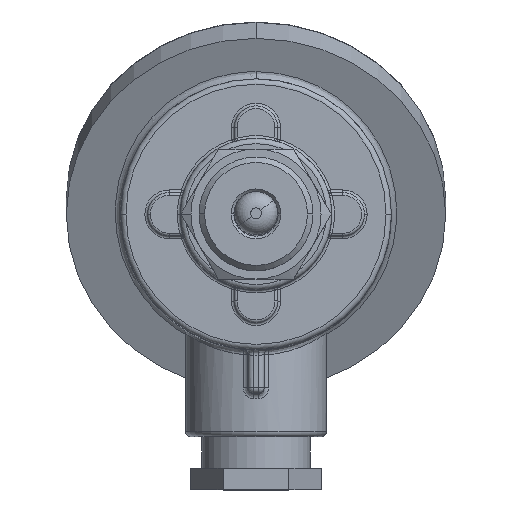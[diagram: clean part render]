
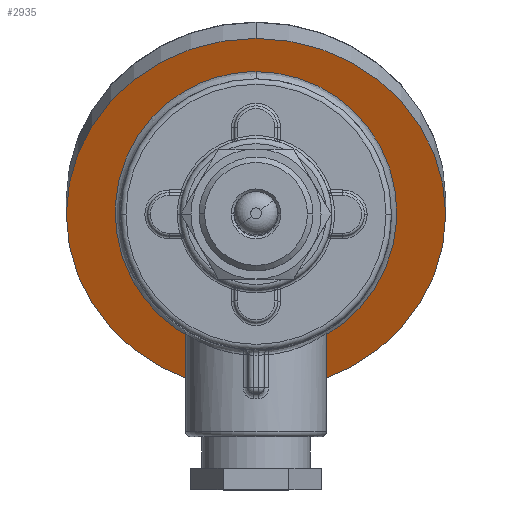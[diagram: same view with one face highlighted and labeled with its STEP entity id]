
A CAD part, top view. The second image highlights one B-rep face of the part: STEP entity #2935.
In plain terms, the highlighted planar face has unit normal (0, -0.371, 0.928).
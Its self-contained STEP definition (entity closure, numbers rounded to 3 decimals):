
#176 = EDGE_LOOP ( 'NONE', ( #2958, #9264 ) ) ;
#342 = EDGE_CURVE ( 'NONE', #5932, #10947, #1872, .T. ) ;
#910 = ORIENTED_EDGE ( 'NONE', *, *, #2071, .T. ) ;
#1668 = PLANE ( 'NONE',  #2267 ) ;
#1872 = CIRCLE ( 'NONE', #10277, 35. ) ;
#1903 = CARTESIAN_POINT ( 'NONE',  ( 0., 0., -63. ) ) ;
#2071 = EDGE_CURVE ( 'NONE', #9169, #5437, #3685, .T. ) ;
#2080 = CARTESIAN_POINT ( 'NONE',  ( 0., -25.629, -73.251 ) ) ;
#2267 = AXIS2_PLACEMENT_3D ( 'NONE', #1903, #9873, #2777 ) ;
#2671 = FACE_BOUND ( 'NONE', #8235, .T. ) ;
#2777 = DIRECTION ( 'NONE',  ( 0., 0.928, 0.371 ) ) ;
#2829 = CARTESIAN_POINT ( 'NONE',  ( 0., 26.371, -52.451 ) ) ;
#2935 = ADVANCED_FACE ( 'NONE', ( #2671, #7215 ), #1668, .F. ) ;
#2958 = ORIENTED_EDGE ( 'NONE', *, *, #10951, .F. ) ;
#3284 = DIRECTION ( 'NONE',  ( 0., 0.928, 0.371 ) ) ;
#3685 =( BOUNDED_CURVE ( )  B_SPLINE_CURVE ( 3, ( #9342, #9294, #9467, #10410 ),
 .UNSPECIFIED., .F., .T. ) 
 B_SPLINE_CURVE_WITH_KNOTS ( ( 4, 4 ),
 ( 3.142, 6.283 ),
 .UNSPECIFIED. ) 
 CURVE ( )  GEOMETRIC_REPRESENTATION_ITEM ( )  RATIONAL_B_SPLINE_CURVE ( ( 1., 0.333, 0.333, 1. ) ) 
 REPRESENTATION_ITEM ( '' )  );
#3709 = CARTESIAN_POINT ( 'NONE',  ( 0., 32.497, -50.001 ) ) ;
#3716 = CARTESIAN_POINT ( 'NONE',  ( 0., -25.629, -73.251 ) ) ;
#4771 = EDGE_CURVE ( 'NONE', #5437, #9169, #7888, .T. ) ;
#4863 = CARTESIAN_POINT ( 'NONE',  ( 0., 0., -63. ) ) ;
#5437 = VERTEX_POINT ( 'NONE', #2080 ) ;
#5932 = VERTEX_POINT ( 'NONE', #7332 ) ;
#6304 = CARTESIAN_POINT ( 'NONE',  ( -52., 26.371, -52.451 ) ) ;
#6348 = DIRECTION ( 'NONE',  ( 0., 0.371, -0.928 ) ) ;
#6354 = CARTESIAN_POINT ( 'NONE',  ( -52., -25.629, -73.251 ) ) ;
#6420 = CARTESIAN_POINT ( 'NONE',  ( 0., 26.371, -52.451 ) ) ;
#7045 = DIRECTION ( 'NONE',  ( 0., 0.928, 0.371 ) ) ;
#7215 = FACE_OUTER_BOUND ( 'NONE', #176, .T. ) ;
#7332 = CARTESIAN_POINT ( 'NONE',  ( 0., -32.497, -75.999 ) ) ;
#7888 =( BOUNDED_CURVE ( )  B_SPLINE_CURVE ( 3, ( #3716, #6354, #6304, #6420 ),
 .UNSPECIFIED., .F., .T. ) 
 B_SPLINE_CURVE_WITH_KNOTS ( ( 4, 4 ),
 ( 0., 3.142 ),
 .UNSPECIFIED. ) 
 CURVE ( )  GEOMETRIC_REPRESENTATION_ITEM ( )  RATIONAL_B_SPLINE_CURVE ( ( 1., 0.333, 0.333, 1. ) ) 
 REPRESENTATION_ITEM ( '' )  );
#8124 = CARTESIAN_POINT ( 'NONE',  ( 0., 0., -63. ) ) ;
#8235 = EDGE_LOOP ( 'NONE', ( #10565, #910 ) ) ;
#9169 = VERTEX_POINT ( 'NONE', #2829 ) ;
#9264 = ORIENTED_EDGE ( 'NONE', *, *, #342, .F. ) ;
#9294 = CARTESIAN_POINT ( 'NONE',  ( 52., 26.371, -52.451 ) ) ;
#9342 = CARTESIAN_POINT ( 'NONE',  ( 0., 26.371, -52.451 ) ) ;
#9432 = AXIS2_PLACEMENT_3D ( 'NONE', #8124, #6348, #7045 ) ;
#9467 = CARTESIAN_POINT ( 'NONE',  ( 52., -25.629, -73.251 ) ) ;
#9873 = DIRECTION ( 'NONE',  ( 0., 0.371, -0.928 ) ) ;
#9996 = CIRCLE ( 'NONE', #9432, 35. ) ;
#10277 = AXIS2_PLACEMENT_3D ( 'NONE', #4863, #10440, #3284 ) ;
#10410 = CARTESIAN_POINT ( 'NONE',  ( 0., -25.629, -73.251 ) ) ;
#10440 = DIRECTION ( 'NONE',  ( 0., 0.371, -0.928 ) ) ;
#10565 = ORIENTED_EDGE ( 'NONE', *, *, #4771, .T. ) ;
#10947 = VERTEX_POINT ( 'NONE', #3709 ) ;
#10951 = EDGE_CURVE ( 'NONE', #10947, #5932, #9996, .T. ) ;
